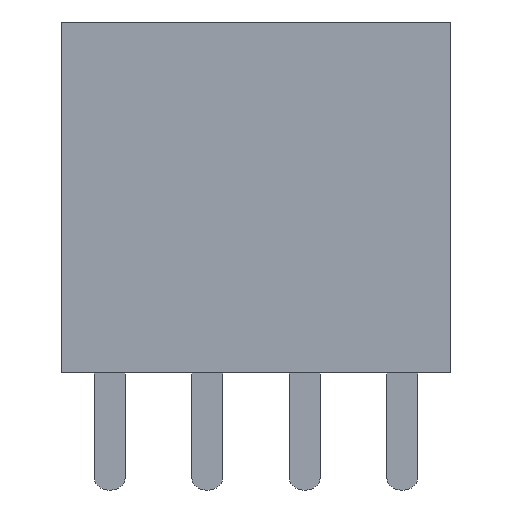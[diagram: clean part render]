
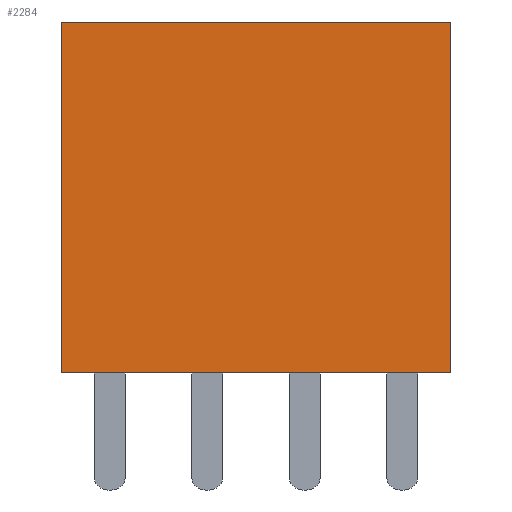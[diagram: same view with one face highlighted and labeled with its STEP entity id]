
A CAD part, left-side view. The second image highlights one B-rep face of the part: STEP entity #2284.
In plain terms, the highlighted planar face has unit normal (-1, 0, 0).
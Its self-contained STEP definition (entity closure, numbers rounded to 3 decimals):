
#190=FACE_OUTER_BOUND('',#324,.T.);
#324=EDGE_LOOP('',(#1771,#1772,#1773,#1774));
#426=LINE('',#3203,#694);
#499=LINE('',#3366,#767);
#529=LINE('',#3431,#797);
#530=LINE('',#3433,#798);
#694=VECTOR('',#2594,10.);
#767=VECTOR('',#2737,10.);
#797=VECTOR('',#2805,10.);
#798=VECTOR('',#2808,10.);
#954=VERTEX_POINT('',#3200);
#955=VERTEX_POINT('',#3202);
#1009=VERTEX_POINT('',#3363);
#1010=VERTEX_POINT('',#3365);
#1182=EDGE_CURVE('',#954,#955,#426,.T.);
#1263=EDGE_CURVE('',#1010,#1009,#499,.T.);
#1297=EDGE_CURVE('',#955,#1009,#529,.T.);
#1298=EDGE_CURVE('',#954,#1010,#530,.T.);
#1771=ORIENTED_EDGE('',*,*,#1298,.T.);
#1772=ORIENTED_EDGE('',*,*,#1263,.T.);
#1773=ORIENTED_EDGE('',*,*,#1297,.F.);
#1774=ORIENTED_EDGE('',*,*,#1182,.F.);
#2182=PLANE('',#2432);
#2284=ADVANCED_FACE('',(#190),#2182,.T.);
#2432=AXIS2_PLACEMENT_3D('',#3432,#2806,#2807);
#2594=DIRECTION('',(0.,0.,1.));
#2737=DIRECTION('',(0.,0.,1.));
#2805=DIRECTION('',(0.,-1.,0.));
#2806=DIRECTION('center_axis',(-1.,0.,0.));
#2807=DIRECTION('ref_axis',(0.,-1.,0.));
#2808=DIRECTION('',(0.,-1.,0.));
#3200=CARTESIAN_POINT('',(-1.25,8.75,0.));
#3202=CARTESIAN_POINT('',(-1.25,8.75,9.));
#3203=CARTESIAN_POINT('',(-1.25,8.75,0.));
#3363=CARTESIAN_POINT('',(-1.25,-1.25,9.));
#3365=CARTESIAN_POINT('',(-1.25,-1.25,0.));
#3366=CARTESIAN_POINT('',(-1.25,-1.25,0.));
#3431=CARTESIAN_POINT('',(-1.25,8.75,9.));
#3432=CARTESIAN_POINT('Origin',(-1.25,1.25,0.));
#3433=CARTESIAN_POINT('',(-1.25,8.75,0.));
